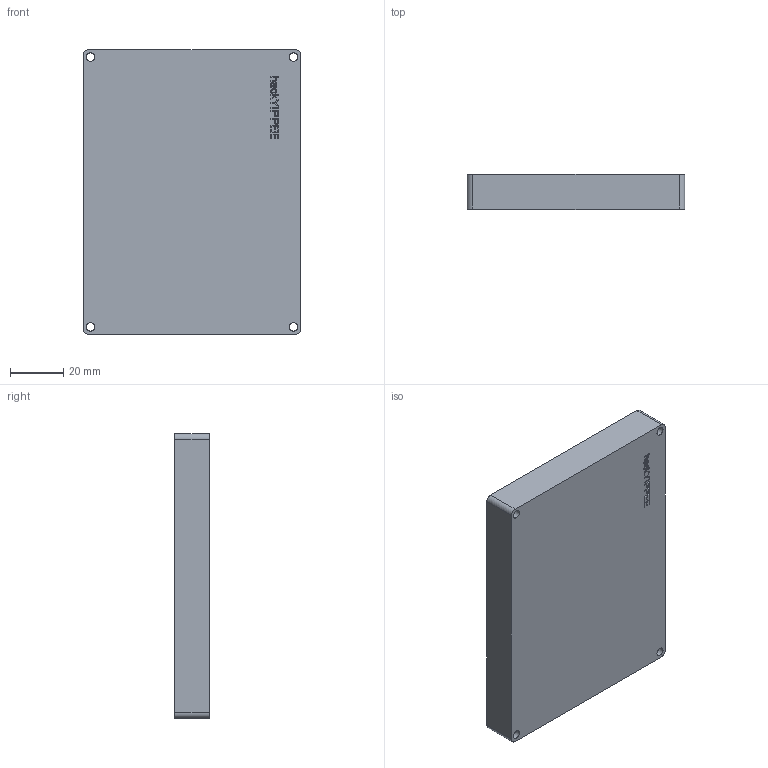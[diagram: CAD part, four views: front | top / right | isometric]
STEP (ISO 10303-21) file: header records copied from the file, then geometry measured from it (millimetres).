
FILE_DESCRIPTION(/* description */ ('','CAx-IF Rec.Pracs.---Representation and Presentation of Product Manufacturing Information (PMI)---4.0---2014-10-13'),/* implementation_level */ '2;1');
FILE_NAME(/* name */ '7748c85b-c151-4615-b493-13b49bcf00eb.stp',/* time_stamp */ '2025-02-15T02:37:47Z',/* author */ (''),/* organization */ (''),/* preprocessor_version */ 'ST-DEVELOPER v20',/* originating_system */ 'Autodesk Translation Framework v13.20.0.188',/* authorisation */ '');
FILE_SCHEMA (('AP242_MANAGED_MODEL_BASED_3D_ENGINEERING_MIM_LF { 1 0 10303 442 1 1 4 }'));
Length unit declared in the file: inch
Products named in the file (3): bottom+pcb; hackYIPPEE 1; hackYIPPEE_PCB
Assembly tree (2 placements, depth 3):
  bottom+pcb
    hackYIPPEE 1
      hackYIPPEE_PCB
Bounding box: 81.81 x 13 x 107 mm (x, y, z)
Volume: 52775.7 mm3; surface area: 39777.8 mm2
Topology: 2 solids, 2 shells, 262 faces, 735 edges, 490 vertices
Faces by surface type: plane 112, bspline 83, cylinder 67
Full cylindrical faces by diameter (mm): 0.8 x12, 0.889 x14, 1 x9, 1.5 x12, 2 x4, 2.6 x2, 3.2 x4, 4 x6
Entity records: 9558 total; most frequent: CARTESIAN_POINT 2903, ORIENTED_EDGE 1470, DIRECTION 1071, EDGE_CURVE 735, VERTEX_POINT 490, LINE 435, VECTOR 435, EDGE_LOOP 401
